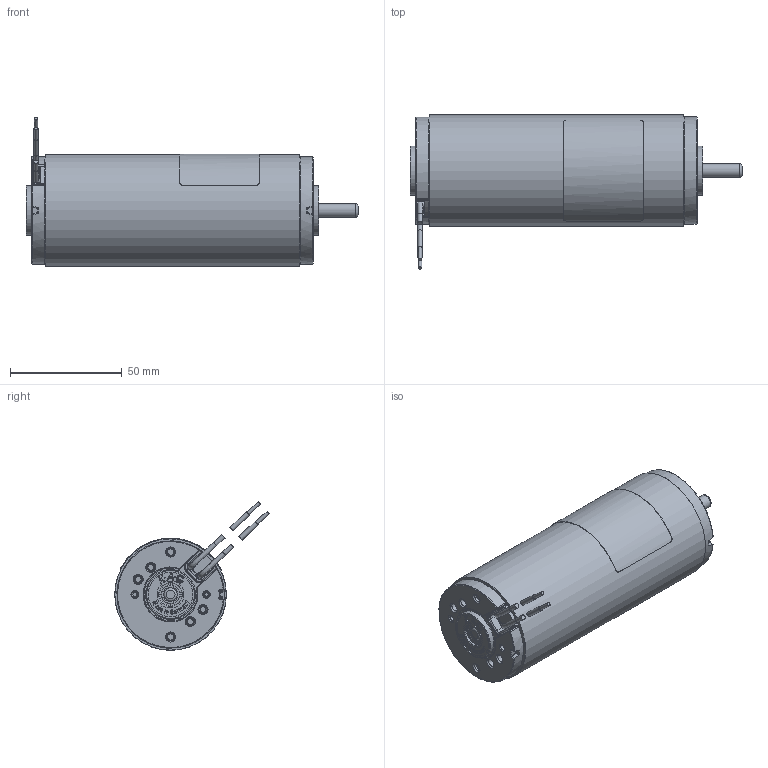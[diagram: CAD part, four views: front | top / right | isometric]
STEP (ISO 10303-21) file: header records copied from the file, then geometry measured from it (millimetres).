
FILE_DESCRIPTION(/* description */ (''),/* implementation_level */ '2;1');
FILE_NAME(/* name */ 'M50x65_I.stp',/* time_stamp */ '2019-07-25T09:29:00+02:00',/* author */ (''),/* organization */ (''),/* preprocessor_version */ 'ST-DEVELOPER v16.7',/* originating_system */ 'SIEMENS PLM Software NX 12.0',/* authorisation */ '');
FILE_SCHEMA (('AUTOMOTIVE_DESIGN { 1 0 10303 214 3 1 1 1 }'));
Length unit declared in the file: millimetre
Products named in the file (1): Rich2858127D6sh9
Bounding box: 148.5 x 69.18 x 66.54 mm (x, y, z)
Volume: 92531.7 mm3; surface area: 65695.7 mm2
Topology: 19 solids, 19 shells, 2177 faces, 5602 edges, 3553 vertices
Faces by surface type: extrusion 594, plane 572, cylinder 562, torus 222, cone 97, bspline 79, sphere 51
Full cylindrical faces by diameter (mm): 1 x2, 1.2 x4, 1.5 x3, 2.15 x2, 2.5 x6, 2.7 x2, 3 x2, 3.3 x6, 3.4 x2, 3.6 x6, 3.838 x2, 4 x4, 4.3 x2, 6 x3, 7 x2, 7.2 x2, 8.05 x4, 8.63 x2, 10 x2, 11.54 x4, 12 x2, 15.083 x2, 16.2 x1, 16.5 x1, 19 x2, 20 x2, 21.4 x1, 22 x2, 25.4 x1, 43 x1
Entity records: 78383 total; most frequent: CARTESIAN_POINT 28935, ORIENTED_EDGE 10582, DIRECTION 8850, EDGE_CURVE 5291, VERTEX_POINT 3486, AXIS2_PLACEMENT_3D 3089, VECTOR 2672, EDGE_LOOP 2551
